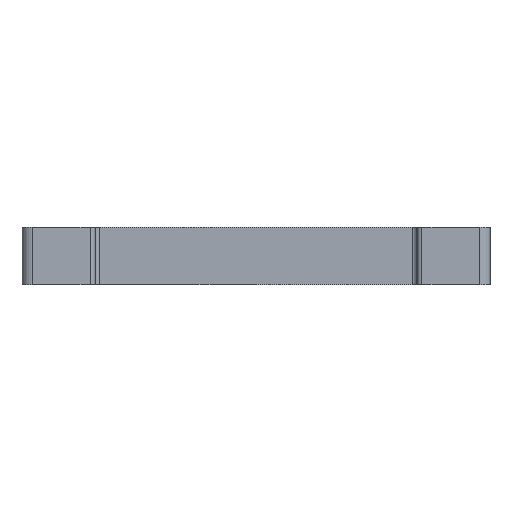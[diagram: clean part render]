
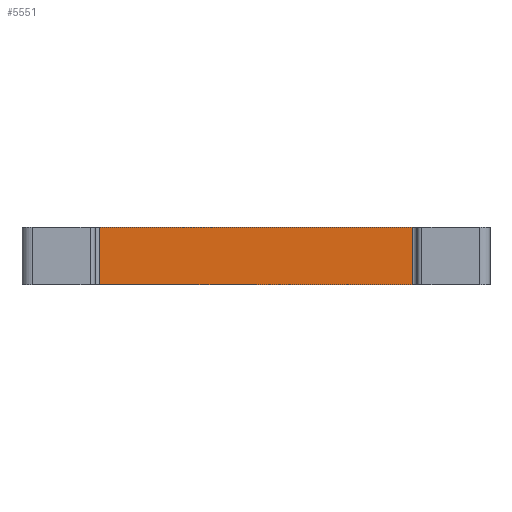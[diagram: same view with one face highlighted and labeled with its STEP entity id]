
A CAD part, left-side view. The second image highlights one B-rep face of the part: STEP entity #5551.
In plain terms, the highlighted planar face has unit normal (-1, 0, 0).
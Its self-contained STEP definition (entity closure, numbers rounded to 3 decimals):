
#73 = PLANE('',#74);
#74 = AXIS2_PLACEMENT_3D('',#75,#76,#77);
#75 = CARTESIAN_POINT('',(-43.,45.,11.));
#76 = DIRECTION('',(0.,0.,-1.));
#77 = DIRECTION('',(-1.,0.,0.));
#132 = PLANE('',#133);
#133 = AXIS2_PLACEMENT_3D('',#134,#135,#136);
#134 = CARTESIAN_POINT('',(-43.,45.,0.));
#135 = DIRECTION('',(0.,0.,-1.));
#136 = DIRECTION('',(-1.,0.,0.));
#1277 = VERTEX_POINT('',#1278);
#1278 = CARTESIAN_POINT('',(-43.,-30.,0.));
#1297 = CYLINDRICAL_SURFACE('',#1298,0.95);
#1298 = AXIS2_PLACEMENT_3D('',#1299,#1300,#1301);
#1299 = CARTESIAN_POINT('',(-43.95,-30.,0.));
#1300 = DIRECTION('',(0.,0.,-1.));
#1301 = DIRECTION('',(1.,0.,0.));
#1309 = EDGE_CURVE('',#1277,#1310,#1312,.T.);
#1310 = VERTEX_POINT('',#1311);
#1311 = CARTESIAN_POINT('',(-43.,30.,0.));
#1312 = SURFACE_CURVE('',#1313,(#1317,#1324),.PCURVE_S1.);
#1313 = LINE('',#1314,#1315);
#1314 = CARTESIAN_POINT('',(-43.,-30.,0.));
#1315 = VECTOR('',#1316,1.);
#1316 = DIRECTION('',(0.,1.,0.));
#1317 = PCURVE('',#132,#1318);
#1318 = DEFINITIONAL_REPRESENTATION('',(#1319),#1323);
#1319 = LINE('',#1320,#1321);
#1320 = CARTESIAN_POINT('',(0.,-75.));
#1321 = VECTOR('',#1322,1.);
#1322 = DIRECTION('',(0.,1.));
#1323 = ( GEOMETRIC_REPRESENTATION_CONTEXT(2) 
PARAMETRIC_REPRESENTATION_CONTEXT() REPRESENTATION_CONTEXT('2D SPACE',''
  ) );
#1324 = PCURVE('',#1325,#1330);
#1325 = PLANE('',#1326);
#1326 = AXIS2_PLACEMENT_3D('',#1327,#1328,#1329);
#1327 = CARTESIAN_POINT('',(-43.,-30.,0.));
#1328 = DIRECTION('',(-1.,0.,0.));
#1329 = DIRECTION('',(0.,1.,0.));
#1330 = DEFINITIONAL_REPRESENTATION('',(#1331),#1335);
#1331 = LINE('',#1332,#1333);
#1332 = CARTESIAN_POINT('',(0.,0.));
#1333 = VECTOR('',#1334,1.);
#1334 = DIRECTION('',(1.,0.));
#1335 = ( GEOMETRIC_REPRESENTATION_CONTEXT(2) 
PARAMETRIC_REPRESENTATION_CONTEXT() REPRESENTATION_CONTEXT('2D SPACE',''
  ) );
#1358 = CYLINDRICAL_SURFACE('',#1359,0.95);
#1359 = AXIS2_PLACEMENT_3D('',#1360,#1361,#1362);
#1360 = CARTESIAN_POINT('',(-43.95,30.,0.));
#1361 = DIRECTION('',(0.,0.,-1.));
#1362 = DIRECTION('',(1.,0.,0.));
#3741 = VERTEX_POINT('',#3742);
#3742 = CARTESIAN_POINT('',(-43.,-30.,11.));
#3768 = EDGE_CURVE('',#3741,#3769,#3771,.T.);
#3769 = VERTEX_POINT('',#3770);
#3770 = CARTESIAN_POINT('',(-43.,30.,11.));
#3771 = SURFACE_CURVE('',#3772,(#3776,#3783),.PCURVE_S1.);
#3772 = LINE('',#3773,#3774);
#3773 = CARTESIAN_POINT('',(-43.,-30.,11.));
#3774 = VECTOR('',#3775,1.);
#3775 = DIRECTION('',(0.,1.,0.));
#3776 = PCURVE('',#73,#3777);
#3777 = DEFINITIONAL_REPRESENTATION('',(#3778),#3782);
#3778 = LINE('',#3779,#3780);
#3779 = CARTESIAN_POINT('',(0.,-75.));
#3780 = VECTOR('',#3781,1.);
#3781 = DIRECTION('',(0.,1.));
#3782 = ( GEOMETRIC_REPRESENTATION_CONTEXT(2) 
PARAMETRIC_REPRESENTATION_CONTEXT() REPRESENTATION_CONTEXT('2D SPACE',''
  ) );
#3783 = PCURVE('',#1325,#3784);
#3784 = DEFINITIONAL_REPRESENTATION('',(#3785),#3789);
#3785 = LINE('',#3786,#3787);
#3786 = CARTESIAN_POINT('',(0.,-11.));
#3787 = VECTOR('',#3788,1.);
#3788 = DIRECTION('',(1.,0.));
#3789 = ( GEOMETRIC_REPRESENTATION_CONTEXT(2) 
PARAMETRIC_REPRESENTATION_CONTEXT() REPRESENTATION_CONTEXT('2D SPACE',''
  ) );
#5501 = EDGE_CURVE('',#1310,#3769,#5502,.T.);
#5502 = SURFACE_CURVE('',#5503,(#5507,#5514),.PCURVE_S1.);
#5503 = LINE('',#5504,#5505);
#5504 = CARTESIAN_POINT('',(-43.,30.,0.));
#5505 = VECTOR('',#5506,1.);
#5506 = DIRECTION('',(0.,0.,1.));
#5507 = PCURVE('',#1358,#5508);
#5508 = DEFINITIONAL_REPRESENTATION('',(#5509),#5513);
#5509 = LINE('',#5510,#5511);
#5510 = CARTESIAN_POINT('',(0.,0.));
#5511 = VECTOR('',#5512,1.);
#5512 = DIRECTION('',(0.,-1.));
#5513 = ( GEOMETRIC_REPRESENTATION_CONTEXT(2) 
PARAMETRIC_REPRESENTATION_CONTEXT() REPRESENTATION_CONTEXT('2D SPACE',''
  ) );
#5514 = PCURVE('',#1325,#5515);
#5515 = DEFINITIONAL_REPRESENTATION('',(#5516),#5520);
#5516 = LINE('',#5517,#5518);
#5517 = CARTESIAN_POINT('',(60.,0.));
#5518 = VECTOR('',#5519,1.);
#5519 = DIRECTION('',(0.,-1.));
#5520 = ( GEOMETRIC_REPRESENTATION_CONTEXT(2) 
PARAMETRIC_REPRESENTATION_CONTEXT() REPRESENTATION_CONTEXT('2D SPACE',''
  ) );
#5551 = ADVANCED_FACE('',(#5552),#1325,.T.);
#5552 = FACE_BOUND('',#5553,.T.);
#5553 = EDGE_LOOP('',(#5554,#5575,#5576,#5577));
#5554 = ORIENTED_EDGE('',*,*,#5555,.T.);
#5555 = EDGE_CURVE('',#1277,#3741,#5556,.T.);
#5556 = SURFACE_CURVE('',#5557,(#5561,#5568),.PCURVE_S1.);
#5557 = LINE('',#5558,#5559);
#5558 = CARTESIAN_POINT('',(-43.,-30.,0.));
#5559 = VECTOR('',#5560,1.);
#5560 = DIRECTION('',(0.,0.,1.));
#5561 = PCURVE('',#1325,#5562);
#5562 = DEFINITIONAL_REPRESENTATION('',(#5563),#5567);
#5563 = LINE('',#5564,#5565);
#5564 = CARTESIAN_POINT('',(0.,0.));
#5565 = VECTOR('',#5566,1.);
#5566 = DIRECTION('',(0.,-1.));
#5567 = ( GEOMETRIC_REPRESENTATION_CONTEXT(2) 
PARAMETRIC_REPRESENTATION_CONTEXT() REPRESENTATION_CONTEXT('2D SPACE',''
  ) );
#5568 = PCURVE('',#1297,#5569);
#5569 = DEFINITIONAL_REPRESENTATION('',(#5570),#5574);
#5570 = LINE('',#5571,#5572);
#5571 = CARTESIAN_POINT('',(-6.283,0.));
#5572 = VECTOR('',#5573,1.);
#5573 = DIRECTION('',(0.,-1.));
#5574 = ( GEOMETRIC_REPRESENTATION_CONTEXT(2) 
PARAMETRIC_REPRESENTATION_CONTEXT() REPRESENTATION_CONTEXT('2D SPACE',''
  ) );
#5575 = ORIENTED_EDGE('',*,*,#3768,.T.);
#5576 = ORIENTED_EDGE('',*,*,#5501,.F.);
#5577 = ORIENTED_EDGE('',*,*,#1309,.F.);
